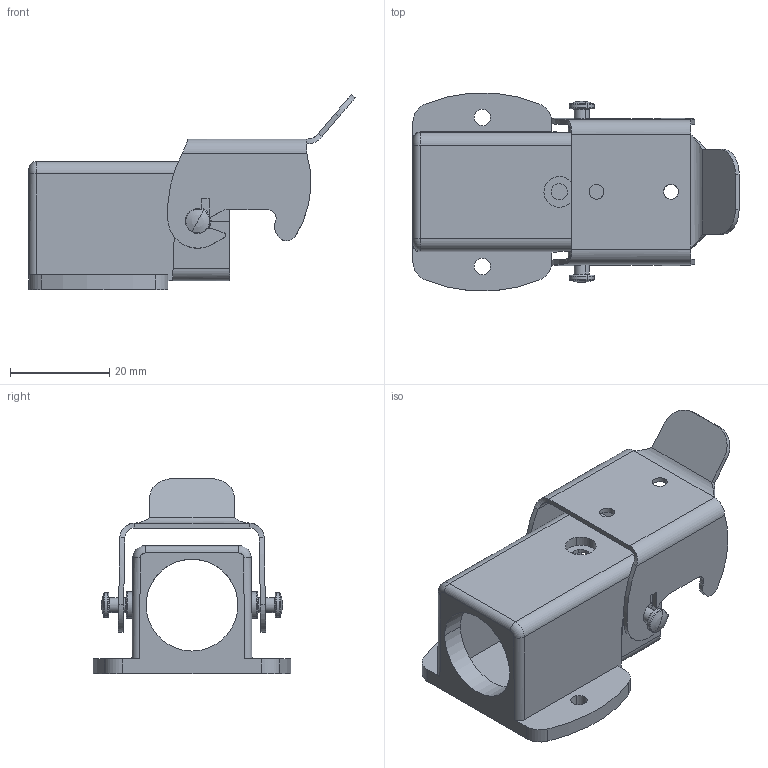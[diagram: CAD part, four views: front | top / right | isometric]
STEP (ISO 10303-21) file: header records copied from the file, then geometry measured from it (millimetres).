
FILE_DESCRIPTION(('CATIA V5 STEP Exchange','CAx-IF Rec.Pracs.--- Model Styling and Organization---1.5--- 2016-08-15','CAx-IF Rec.Pracs.---Supplemental Geometry---1.0---2011-11-01','CAx-IF Rec.Pracs.--- Composite Materials ---1.1---2010-07-15'),'2;1');
FILE_NAME ('13491063_3', '2025-08-22T06:00:38+00:00', ('none'), ('Weidmueller'), 'CATIA Version 5-6 Release 2024 SP4', 'CATIA V5 STEP AP214 v3', 'none');
FILE_SCHEMA(('AUTOMOTIVE_DESIGN { 1 0 10303 214 1 1 1 1 }'));
Length unit declared in the file: millimetre
Products named in the file (1): 1652440000
Bounding box: 65.72 x 39.81 x 39.32 mm (x, y, z)
Volume: 9138.6 mm3; surface area: 12810.9 mm2
Topology: 1 solids, 1 shells, 169 faces, 451 edges, 284 vertices
Faces by surface type: cylinder 71, plane 67, torus 22, sphere 4, bspline 4, cone 1
Entity records: 5190 total; most frequent: CARTESIAN_POINT 1245, ORIENTED_EDGE 894, DIRECTION 649, EDGE_CURVE 447, AXIS2_PLACEMENT_3D 290, VERTEX_POINT 284, VECTOR 231, LINE 231
